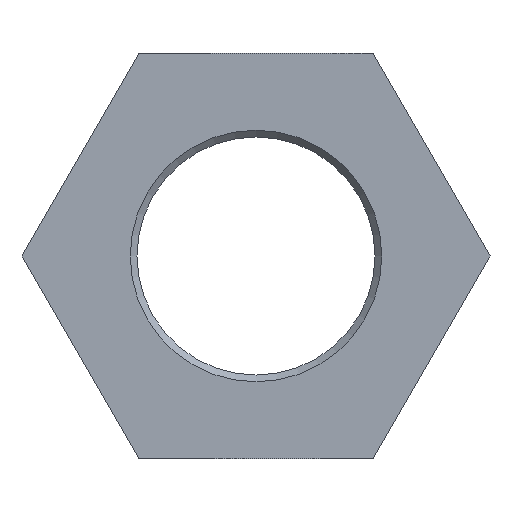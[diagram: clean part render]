
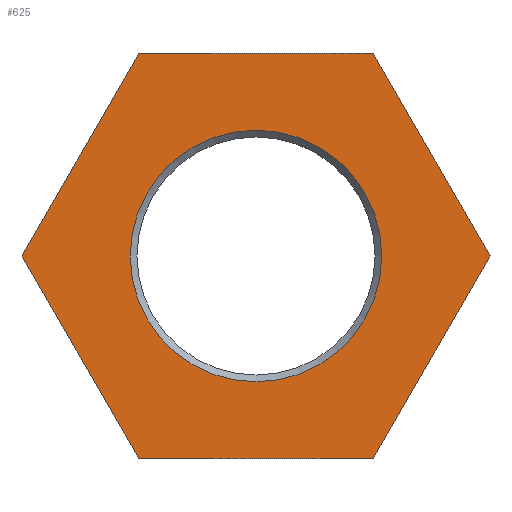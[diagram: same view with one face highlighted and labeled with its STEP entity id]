
A CAD part, left-side view. The second image highlights one B-rep face of the part: STEP entity #625.
In plain terms, the highlighted planar face has unit normal (-1, 0, 0).
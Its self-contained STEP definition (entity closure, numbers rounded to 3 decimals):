
#17=FACE_BOUND('',#88,.T.);
#20=PLANE('',#679);
#52=FACE_OUTER_BOUND('',#87,.T.);
#87=EDGE_LOOP('',(#478,#479,#480,#481,#482,#483));
#88=EDGE_LOOP('',(#484));
#106=CIRCLE('',#675,3.725);
#179=LINE('',#1525,#219);
#180=LINE('',#1527,#220);
#181=LINE('',#1529,#221);
#182=LINE('',#1531,#222);
#183=LINE('',#1533,#223);
#184=LINE('',#1534,#224);
#219=VECTOR('',#771,10.);
#220=VECTOR('',#772,10.);
#221=VECTOR('',#773,10.);
#222=VECTOR('',#774,10.);
#223=VECTOR('',#775,10.);
#224=VECTOR('',#776,10.);
#280=VERTEX_POINT('',#1513);
#283=VERTEX_POINT('',#1523);
#284=VERTEX_POINT('',#1524);
#285=VERTEX_POINT('',#1526);
#286=VERTEX_POINT('',#1528);
#287=VERTEX_POINT('',#1530);
#288=VERTEX_POINT('',#1532);
#359=EDGE_CURVE('',#280,#280,#106,.T.);
#364=EDGE_CURVE('',#283,#284,#179,.T.);
#365=EDGE_CURVE('',#285,#283,#180,.T.);
#366=EDGE_CURVE('',#286,#285,#181,.T.);
#367=EDGE_CURVE('',#287,#286,#182,.T.);
#368=EDGE_CURVE('',#288,#287,#183,.T.);
#369=EDGE_CURVE('',#284,#288,#184,.T.);
#478=ORIENTED_EDGE('',*,*,#364,.F.);
#479=ORIENTED_EDGE('',*,*,#365,.F.);
#480=ORIENTED_EDGE('',*,*,#366,.F.);
#481=ORIENTED_EDGE('',*,*,#367,.F.);
#482=ORIENTED_EDGE('',*,*,#368,.F.);
#483=ORIENTED_EDGE('',*,*,#369,.F.);
#484=ORIENTED_EDGE('',*,*,#359,.F.);
#625=ADVANCED_FACE('',(#52,#17),#20,.F.);
#675=AXIS2_PLACEMENT_3D('',#1514,#759,#760);
#679=AXIS2_PLACEMENT_3D('',#1522,#769,#770);
#759=DIRECTION('center_axis',(-1.,0.,0.));
#760=DIRECTION('ref_axis',(0.,1.,0.));
#769=DIRECTION('center_axis',(1.,0.,0.));
#770=DIRECTION('ref_axis',(0.,1.,0.));
#771=DIRECTION('',(0.,-0.5,0.866));
#772=DIRECTION('',(0.,0.5,0.866));
#773=DIRECTION('',(0.,1.,0.));
#774=DIRECTION('',(0.,0.5,-0.866));
#775=DIRECTION('',(0.,-0.5,-0.866));
#776=DIRECTION('',(0.,-1.,0.));
#1513=CARTESIAN_POINT('',(0.,-3.725,0.));
#1514=CARTESIAN_POINT('Origin',(0.,0.,0.));
#1522=CARTESIAN_POINT('Origin',(0.,0.,0.));
#1523=CARTESIAN_POINT('',(0.,6.928,0.));
#1524=CARTESIAN_POINT('',(0.,3.464,6.));
#1525=CARTESIAN_POINT('',(0.,6.928,0.));
#1526=CARTESIAN_POINT('',(0.,3.464,-6.));
#1527=CARTESIAN_POINT('',(0.,3.464,-6.));
#1528=CARTESIAN_POINT('',(0.,-3.464,-6.));
#1529=CARTESIAN_POINT('',(0.,-3.464,-6.));
#1530=CARTESIAN_POINT('',(0.,-6.928,0.));
#1531=CARTESIAN_POINT('',(0.,-6.928,0.));
#1532=CARTESIAN_POINT('',(0.,-3.464,6.));
#1533=CARTESIAN_POINT('',(0.,-3.464,6.));
#1534=CARTESIAN_POINT('',(0.,3.464,6.));
